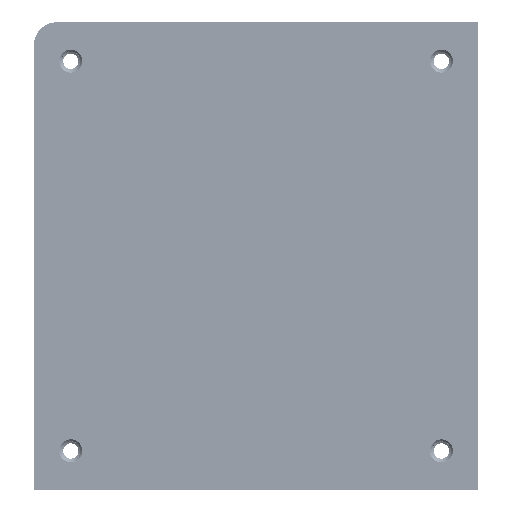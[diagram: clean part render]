
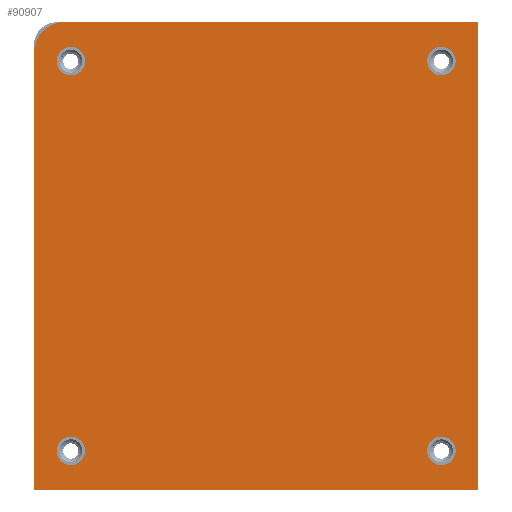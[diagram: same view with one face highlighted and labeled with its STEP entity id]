
A CAD part, top view. The second image highlights one B-rep face of the part: STEP entity #90907.
In plain terms, the highlighted face is planar.
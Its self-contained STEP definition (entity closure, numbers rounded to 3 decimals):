
#90208=CARTESIAN_POINT('',(-26.5,0.,-24.95));
#90209=DIRECTION('',(0.,1.,0.));
#90210=DIRECTION('',(0.,0.,-1.));
#90211=AXIS2_PLACEMENT_3D('',#90208,#90209,#90210);
#90213=DIRECTION('',(0.,0.,1.));
#90214=VECTOR('',#90213,53.9);
#90215=CARTESIAN_POINT('',(-30.5,0.,-24.95));
#90216=LINE('',#90215,#90214);
#90217=DIRECTION('',(1.,0.,0.));
#90218=VECTOR('',#90217,61.);
#90219=CARTESIAN_POINT('',(-30.5,0.,28.95));
#90220=LINE('',#90219,#90218);
#90221=DIRECTION('',(0.,0.,-1.));
#90222=VECTOR('',#90221,57.9);
#90223=CARTESIAN_POINT('',(30.5,0.,28.95));
#90224=LINE('',#90223,#90222);
#90225=DIRECTION('',(-1.,0.,0.));
#90226=VECTOR('',#90225,57.);
#90227=CARTESIAN_POINT('',(30.5,0.,-28.95));
#90228=LINE('',#90227,#90226);
#90229=CARTESIAN_POINT('',(25.4,0.,-24.15));
#90230=DIRECTION('',(0.,-1.,0.));
#90231=DIRECTION('',(-1.,0.,0.));
#90232=AXIS2_PLACEMENT_3D('',#90229,#90230,#90231);
#90234=CARTESIAN_POINT('',(25.4,0.,-24.15));
#90235=DIRECTION('',(0.,-1.,0.));
#90236=DIRECTION('',(1.,0.,0.));
#90237=AXIS2_PLACEMENT_3D('',#90234,#90235,#90236);
#90239=CARTESIAN_POINT('',(-25.4,0.,24.15));
#90240=DIRECTION('',(0.,-1.,0.));
#90241=DIRECTION('',(-1.,0.,0.));
#90242=AXIS2_PLACEMENT_3D('',#90239,#90240,#90241);
#90244=CARTESIAN_POINT('',(-25.4,0.,24.15));
#90245=DIRECTION('',(0.,-1.,0.));
#90246=DIRECTION('',(1.,0.,0.));
#90247=AXIS2_PLACEMENT_3D('',#90244,#90245,#90246);
#90249=CARTESIAN_POINT('',(25.4,0.,24.15));
#90250=DIRECTION('',(0.,-1.,0.));
#90251=DIRECTION('',(-1.,0.,0.));
#90252=AXIS2_PLACEMENT_3D('',#90249,#90250,#90251);
#90254=CARTESIAN_POINT('',(25.4,0.,24.15));
#90255=DIRECTION('',(0.,-1.,0.));
#90256=DIRECTION('',(1.,0.,0.));
#90257=AXIS2_PLACEMENT_3D('',#90254,#90255,#90256);
#90259=CARTESIAN_POINT('',(-25.4,0.,-24.15));
#90260=DIRECTION('',(0.,-1.,0.));
#90261=DIRECTION('',(-1.,0.,0.));
#90262=AXIS2_PLACEMENT_3D('',#90259,#90260,#90261);
#90264=CARTESIAN_POINT('',(-25.4,0.,-24.15));
#90265=DIRECTION('',(0.,-1.,0.));
#90266=DIRECTION('',(1.,0.,0.));
#90267=AXIS2_PLACEMENT_3D('',#90264,#90265,#90266);
#90710=CARTESIAN_POINT('',(-26.5,0.,-28.95));
#90711=CARTESIAN_POINT('',(-30.5,0.,-24.95));
#90712=VERTEX_POINT('',#90710);
#90713=VERTEX_POINT('',#90711);
#90714=CARTESIAN_POINT('',(-30.5,0.,28.95));
#90715=VERTEX_POINT('',#90714);
#90716=CARTESIAN_POINT('',(30.5,0.,28.95));
#90717=VERTEX_POINT('',#90716);
#90718=CARTESIAN_POINT('',(30.5,0.,-28.95));
#90719=VERTEX_POINT('',#90718);
#90720=CARTESIAN_POINT('',(23.539,0.,-24.15));
#90721=CARTESIAN_POINT('',(27.261,0.,-24.15));
#90722=VERTEX_POINT('',#90720);
#90723=VERTEX_POINT('',#90721);
#90724=CARTESIAN_POINT('',(-27.261,0.,24.15));
#90725=CARTESIAN_POINT('',(-23.539,0.,24.15));
#90726=VERTEX_POINT('',#90724);
#90727=VERTEX_POINT('',#90725);
#90728=CARTESIAN_POINT('',(23.539,0.,24.15));
#90729=CARTESIAN_POINT('',(27.261,0.,24.15));
#90730=VERTEX_POINT('',#90728);
#90731=VERTEX_POINT('',#90729);
#90732=CARTESIAN_POINT('',(-27.261,0.,-24.15));
#90733=CARTESIAN_POINT('',(-23.539,0.,-24.15));
#90734=VERTEX_POINT('',#90732);
#90735=VERTEX_POINT('',#90733);
#90866=CARTESIAN_POINT('',(0.,0.,0.));
#90867=DIRECTION('',(0.,1.,0.));
#90868=DIRECTION('',(1.,0.,0.));
#90869=AXIS2_PLACEMENT_3D('',#90866,#90867,#90868);
#90870=PLANE('',#90869);
#90872=ORIENTED_EDGE('',*,*,#90871,.T.);
#90874=ORIENTED_EDGE('',*,*,#90873,.T.);
#90876=ORIENTED_EDGE('',*,*,#90875,.T.);
#90878=ORIENTED_EDGE('',*,*,#90877,.T.);
#90880=ORIENTED_EDGE('',*,*,#90879,.T.);
#90881=EDGE_LOOP('',(#90872,#90874,#90876,#90878,#90880));
#90882=FACE_OUTER_BOUND('',#90881,.F.);
#90884=ORIENTED_EDGE('',*,*,#90883,.T.);
#90886=ORIENTED_EDGE('',*,*,#90885,.T.);
#90887=EDGE_LOOP('',(#90884,#90886));
#90888=FACE_BOUND('',#90887,.F.);
#90890=ORIENTED_EDGE('',*,*,#90889,.T.);
#90892=ORIENTED_EDGE('',*,*,#90891,.T.);
#90893=EDGE_LOOP('',(#90890,#90892));
#90894=FACE_BOUND('',#90893,.F.);
#90896=ORIENTED_EDGE('',*,*,#90895,.T.);
#90898=ORIENTED_EDGE('',*,*,#90897,.T.);
#90899=EDGE_LOOP('',(#90896,#90898));
#90900=FACE_BOUND('',#90899,.F.);
#90902=ORIENTED_EDGE('',*,*,#90901,.T.);
#90904=ORIENTED_EDGE('',*,*,#90903,.T.);
#90905=EDGE_LOOP('',(#90902,#90904));
#90906=FACE_BOUND('',#90905,.F.);
#90907=ADVANCED_FACE('',(#90882,#90888,#90894,#90900,#90906),#90870,.F.);
#90212=CIRCLE('',#90211,4.);
#90233=CIRCLE('',#90232,1.861);
#90238=CIRCLE('',#90237,1.861);
#90243=CIRCLE('',#90242,1.861);
#90248=CIRCLE('',#90247,1.861);
#90253=CIRCLE('',#90252,1.861);
#90258=CIRCLE('',#90257,1.861);
#90263=CIRCLE('',#90262,1.861);
#90268=CIRCLE('',#90267,1.861);
#90871=EDGE_CURVE('',#90712,#90713,#90212,.T.);
#90873=EDGE_CURVE('',#90713,#90715,#90216,.T.);
#90875=EDGE_CURVE('',#90715,#90717,#90220,.T.);
#90877=EDGE_CURVE('',#90717,#90719,#90224,.T.);
#90879=EDGE_CURVE('',#90719,#90712,#90228,.T.);
#90883=EDGE_CURVE('',#90722,#90723,#90233,.T.);
#90885=EDGE_CURVE('',#90723,#90722,#90238,.T.);
#90889=EDGE_CURVE('',#90726,#90727,#90243,.T.);
#90891=EDGE_CURVE('',#90727,#90726,#90248,.T.);
#90895=EDGE_CURVE('',#90730,#90731,#90253,.T.);
#90897=EDGE_CURVE('',#90731,#90730,#90258,.T.);
#90901=EDGE_CURVE('',#90734,#90735,#90263,.T.);
#90903=EDGE_CURVE('',#90735,#90734,#90268,.T.);
